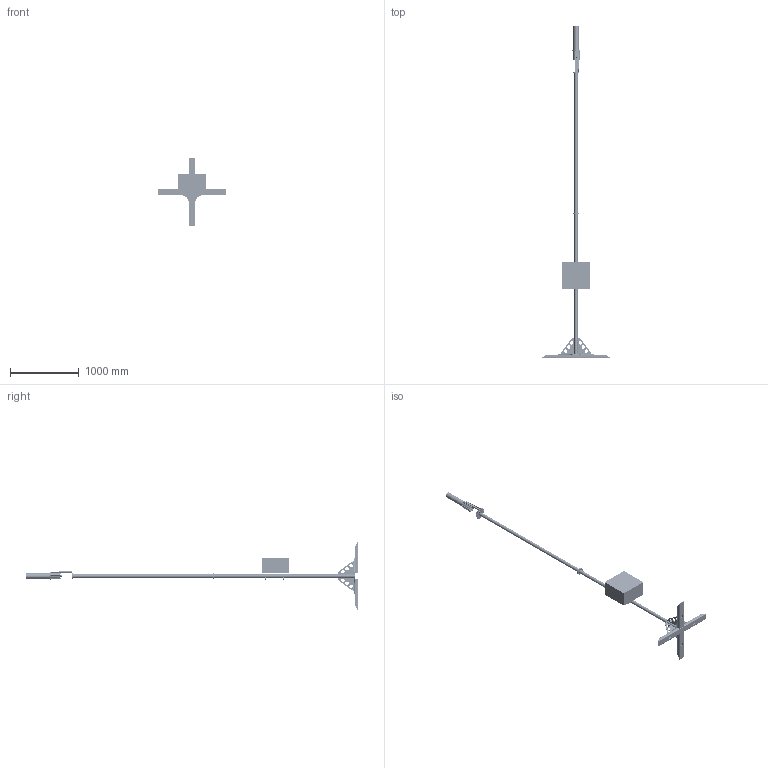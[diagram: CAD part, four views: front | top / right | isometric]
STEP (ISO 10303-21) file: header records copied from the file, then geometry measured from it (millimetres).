
FILE_DESCRIPTION (( 'STEP AP214' ), '1' );
FILE_NAME ('beacon_post_4-8.STEP', '2017-05-31T07:49:03', ( '' ), ( '' ), 'SwSTEP 2.0', 'SolidWorks 2017', '' );
FILE_SCHEMA (( 'AUTOMOTIVE_DESIGN' ));
Length unit declared in the file: millimetre
Products named in the file (29): ãàéêà ïîä ïðîâîäà; WIND.003 (綦囗弼 戾骝痼犴); socket button head cap screw_am_B18.3.4M - 6 x 1.0 x 10 SBHCS --S; WIND.002 (ðåáðî æ¸ñòêîñòè); socket button head cap screw_am_B18.3.4M - 6 x 1.0 x 20 SBHCS --S; WIND.009 (òðóáà); socket button head cap screw_am_B18.3.4M - 4 x 0.7 x 10 SBHCS --S; WIND.001 (鐏鳧氀 膰謥臇鍣); Êîðïóñ_ìàÿêà; WIND.008 ﾒ矜 ⅲ籵; Êðóãëàÿ ðåçèíêà; WIND.007 ﾒ矜 ⅲ籵; Ôîíàðü_îáðåç.; Êðûøêà äëÿ Ìàÿêà; ÑÁÎÐÊÀ èìïóëüñíîãî ìàÿêà; socket button head cap screw_am_B18.3.4M - 6 x 1.0 x 10 SBHCS --N; ﾒ矜; 凎賥縺_3; 咍耬趌2; Ïëàòà ýë.; Ïðîåêò îñíîâàíèÿ; Âåðòèêàëüíûé êðîíøòåéí; Âåðõíèé êðîíøòåéí; 厴氀 瀔鳽鳻; ÿùèê óïðàâëåíèÿ; 橡铄牝 忮痱桕嚯铋 襻铕觇; WIND-200 ñðåäíÿÿ ñåêöèÿ; socket head cap screw_am_B18.3.1M - 2 x 0.4 x 6 Hex SHCS -- 6SHX; WIND-100 íèæíÿÿ ñåêöèÿ
Assembly tree (205 placements, depth 3):
  ÑÁÎÐÊÀ èìïóëüñíîãî ìàÿêà
    WIND-100 íèæíÿÿ ñåêöèÿ
      WIND.007 ﾒ矜 ⅲ籵
      WIND.008 ﾒ矜 ⅲ籵  x2
      WIND.001 (鐏鳧氀 膰謥臇鍣)
      WIND.009 (òðóáà)
      WIND.002 (ðåáðî æ¸ñòêîñòè)  x4
      WIND.003 (綦囗弼 戾骝痼犴)
    WIND-200 ñðåäíÿÿ ñåêöèÿ
      WIND.009 (òðóáà)
      WIND.003 (綦囗弼 戾骝痼犴)  x2
    ÿùèê óïðàâëåíèÿ
    厴氀 瀔鳽鳻  x2
    Âåðõíèé êðîíøòåéí
    Âåðòèêàëüíûé êðîíøòåéí
    橡铄牝 忮痱桕嚯铋 襻铕觇
      Ïðîåêò îñíîâàíèÿ
      Ïëàòà ýë.  x5
      咍耬趌2  x50
      凎賥縺_3  x3
      ﾒ矜
      socket button head cap screw_am_B18.3.4M - 6 x 1.0 x 10 SBHCS --N  x4
      Êðûøêà äëÿ Ìàÿêà
      Ôîíàðü_îáðåç.
      Êðóãëàÿ ðåçèíêà
      Êîðïóñ_ìàÿêà
      socket button head cap screw_am_B18.3.4M - 4 x 0.7 x 10 SBHCS --S  x12
      socket button head cap screw_am_B18.3.4M - 6 x 1.0 x 20 SBHCS --S
      socket button head cap screw_am_B18.3.4M - 6 x 1.0 x 10 SBHCS --S  x2
      ãàéêà ïîä ïðîâîäà
      socket head cap screw_am_B18.3.1M - 2 x 0.4 x 6 Hex SHCS -- 6SHX  x100
Bounding box: 1000 x 4844.3 x 1000 mm (x, y, z)
Volume: 41705046.7 mm3; surface area: 4067871.4 mm2
Topology: 202 solids, 202 shells, 16731 faces, 42793 edges, 26442 vertices
Faces by surface type: cone 7336, cylinder 5786, plane 3075, torus 492, sphere 40, bspline 2
Entity records: 51106 total; most frequent: DIRECTION 9564, CARTESIAN_POINT 8622, ORIENTED_EDGE 7756, AXIS2_PLACEMENT_3D 3956, EDGE_CURVE 3878, VERTEX_POINT 2506, CIRCLE 2187, EDGE_LOOP 1910
